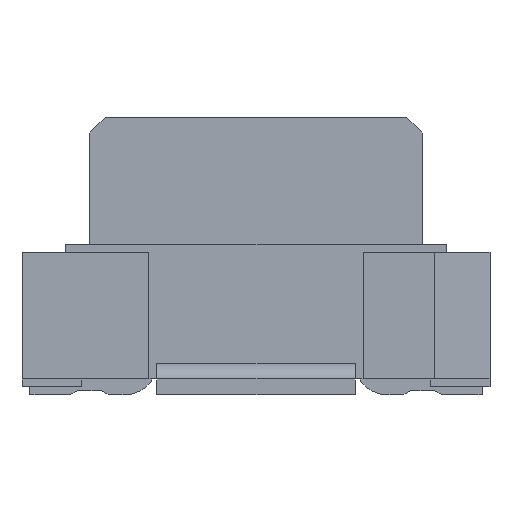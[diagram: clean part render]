
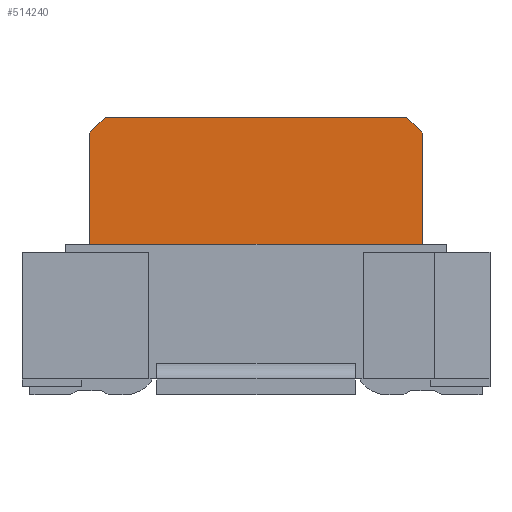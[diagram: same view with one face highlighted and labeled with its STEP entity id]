
A CAD part, front view. The second image highlights one B-rep face of the part: STEP entity #514240.
In plain terms, the highlighted planar face has unit normal (0, -1, 0).
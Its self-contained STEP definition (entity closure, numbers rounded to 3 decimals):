
#61150=CARTESIAN_POINT('',(-3.459,-19.55,1.808));
#61160=VERTEX_POINT('',#61150);
#61190=CARTESIAN_POINT('',(0.,-19.55,1.808));
#61200=DIRECTION('',(1.,0.,0.));
#61210=VECTOR('',#61200,1.);
#61220=LINE('',#61190,#61210);
#61230=CARTESIAN_POINT('',(-3.259,-19.55,1.808));
#61240=VERTEX_POINT('',#61230);
#61250=EDGE_CURVE('',#61160,#61240,#61220,.T.);
#61470=CARTESIAN_POINT('',(0.541,-19.55,1.808));
#61480=VERTEX_POINT('',#61470);
#61510=CARTESIAN_POINT('',(0.741,-19.55,1.808));
#61520=VERTEX_POINT('',#61510);
#61530=EDGE_CURVE('',#61480,#61520,#61220,.T.);
#363530=CARTESIAN_POINT('',(0.741,-19.55,0.));
#363540=DIRECTION('',(0.,0.,-1.));
#363550=VECTOR('',#363540,1.);
#363560=LINE('',#363530,#363550);
#363570=CARTESIAN_POINT('',(0.741,-19.55,3.308));
#363580=VERTEX_POINT('',#363570);
#363590=EDGE_CURVE('',#363580,#61520,#363560,.T.);
#457970=CARTESIAN_POINT('',(0.,-19.55,3.508));
#457980=DIRECTION('',(1.,0.,0.));
#457990=VECTOR('',#457980,1.);
#458000=LINE('',#457970,#457990);
#458010=CARTESIAN_POINT('',(-3.259,-19.55,3.508));
#458020=VERTEX_POINT('',#458010);
#458030=CARTESIAN_POINT('',(0.541,-19.55,3.508));
#458040=VERTEX_POINT('',#458030);
#458050=EDGE_CURVE('',#458020,#458040,#458000,.T.);
#498080=CARTESIAN_POINT('',(-3.159,-19.55,1.708));
#498090=VERTEX_POINT('',#498080);
#498140=CARTESIAN_POINT('',(-3.159,-19.55,0.));
#498150=DIRECTION('',(0.,0.,1.));
#498160=VECTOR('',#498150,1.);
#498170=LINE('',#498140,#498160);
#498180=CARTESIAN_POINT('',(-3.159,-19.55,1.308));
#498190=VERTEX_POINT('',#498180);
#498200=EDGE_CURVE('',#498190,#498090,#498170,.T.);
#499340=CARTESIAN_POINT('',(0.,-19.55,1.308));
#499350=DIRECTION('',(1.,0.,0.));
#499360=VECTOR('',#499350,1.);
#499370=LINE('',#499340,#499360);
#499380=CARTESIAN_POINT('',(0.441,-19.55,1.308));
#499390=VERTEX_POINT('',#499380);
#499400=EDGE_CURVE('',#498190,#499390,#499370,.T.);
#502060=CARTESIAN_POINT('',(4.049,-19.55,0.));
#502070=DIRECTION('',(0.707,0.,-0.707));
#502080=VECTOR('',#502070,1.);
#502090=LINE('',#502060,#502080);
#502100=EDGE_CURVE('',#458040,#363580,#502090,.T.);
#502270=CARTESIAN_POINT('',(-6.767,-19.55,0.));
#502280=DIRECTION('',(0.707,0.,0.707));
#502290=VECTOR('',#502280,1.);
#502300=LINE('',#502270,#502290);
#502310=CARTESIAN_POINT('',(-3.459,-19.55,3.308));
#502320=VERTEX_POINT('',#502310);
#502330=EDGE_CURVE('',#502320,#458020,#502300,.T.);
#510950=CARTESIAN_POINT('',(0.441,-19.55,1.708));
#510960=VERTEX_POINT('',#510950);
#511060=CARTESIAN_POINT('',(0.441,-19.55,0.));
#511070=DIRECTION('',(0.,0.,-1.));
#511080=VECTOR('',#511070,1.);
#511090=LINE('',#511060,#511080);
#511100=EDGE_CURVE('',#510960,#499390,#511090,.T.);
#513900=CARTESIAN_POINT('',(0.741,-19.55,1.808));
#513910=DIRECTION('',(-0.,-1.,-0.));
#513920=DIRECTION('',(-1.,0.,0.));
#513930=AXIS2_PLACEMENT_3D('',#513900,#513910,#513920);
#513940=PLANE('',#513930);
#513950=ORIENTED_EDGE('',*,*,#502330,.F.);
#513960=ORIENTED_EDGE('',*,*,#458050,.F.);
#513970=ORIENTED_EDGE('',*,*,#502100,.F.);
#513980=ORIENTED_EDGE('',*,*,#363590,.F.);
#513990=ORIENTED_EDGE('',*,*,#61530,.T.);
#514000=CARTESIAN_POINT('',(-1.267,-19.55,0.));
#514010=DIRECTION('',(0.707,0.,0.707));
#514020=VECTOR('',#514010,1.);
#514030=LINE('',#514000,#514020);
#514040=EDGE_CURVE('',#510960,#61480,#514030,.T.);
#514050=ORIENTED_EDGE('',*,*,#514040,.T.);
#514060=ORIENTED_EDGE('',*,*,#511100,.F.);
#514070=ORIENTED_EDGE('',*,*,#499400,.T.);
#514080=ORIENTED_EDGE('',*,*,#498200,.F.);
#514090=CARTESIAN_POINT('',(-1.451,-19.55,0.));
#514100=DIRECTION('',(0.707,0.,-0.707));
#514110=VECTOR('',#514100,1.);
#514120=LINE('',#514090,#514110);
#514130=EDGE_CURVE('',#61240,#498090,#514120,.T.);
#514140=ORIENTED_EDGE('',*,*,#514130,.T.);
#514150=ORIENTED_EDGE('',*,*,#61250,.T.);
#514160=CARTESIAN_POINT('',(-3.459,-19.55,0.));
#514170=DIRECTION('',(0.,0.,1.));
#514180=VECTOR('',#514170,1.);
#514190=LINE('',#514160,#514180);
#514200=EDGE_CURVE('',#61160,#502320,#514190,.T.);
#514210=ORIENTED_EDGE('',*,*,#514200,.F.);
#514220=EDGE_LOOP('',(#514210,#514150,#514140,#514080,#514070,#514060,
#514050,#513990,#513980,#513970,#513960,#513950));
#514230=FACE_OUTER_BOUND('',#514220,.T.);
#514240=ADVANCED_FACE('',(#514230),#513940,.T.);
